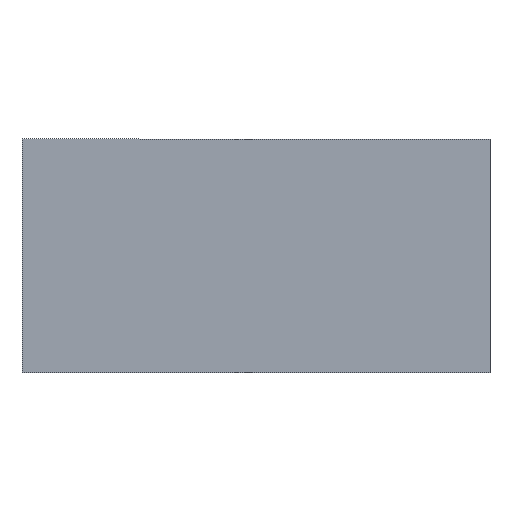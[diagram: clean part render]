
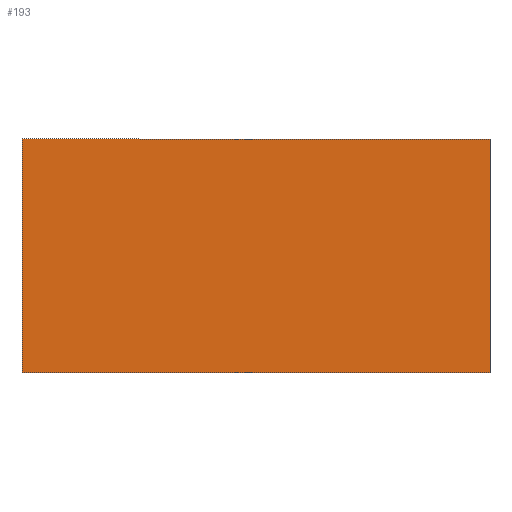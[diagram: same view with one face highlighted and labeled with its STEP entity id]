
A CAD part, front view. The second image highlights one B-rep face of the part: STEP entity #193.
In plain terms, the highlighted planar face has unit normal (0, -1, 0).
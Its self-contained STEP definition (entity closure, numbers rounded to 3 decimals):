
#8 = LINE ( 'NONE', #171, #161 ) ;
#12 = VERTEX_POINT ( 'NONE', #163 ) ;
#22 = DIRECTION ( 'NONE',  ( 0., 0., 1. ) ) ;
#26 = EDGE_CURVE ( 'NONE', #53, #12, #125, .T. ) ;
#34 = CARTESIAN_POINT ( 'NONE',  ( -38.281, 0., -51.793 ) ) ;
#40 = ORIENTED_EDGE ( 'NONE', *, *, #189, .F. ) ;
#42 = CARTESIAN_POINT ( 'NONE',  ( -38.281, 0., -51.793 ) ) ;
#45 = CARTESIAN_POINT ( 'NONE',  ( -38.281, 0., -13.793 ) ) ;
#46 = EDGE_CURVE ( 'NONE', #130, #53, #187, .T. ) ;
#48 = VECTOR ( 'NONE', #107, 1000. ) ;
#53 = VERTEX_POINT ( 'NONE', #151 ) ;
#64 = DIRECTION ( 'NONE',  ( 0., 0., 1. ) ) ;
#73 = FACE_OUTER_BOUND ( 'NONE', #84, .T. ) ;
#76 = VERTEX_POINT ( 'NONE', #123 ) ;
#84 = EDGE_LOOP ( 'NONE', ( #40, #132, #131, #195 ) ) ;
#88 = EDGE_CURVE ( 'NONE', #12, #76, #89, .T. ) ;
#89 = LINE ( 'NONE', #45, #113 ) ;
#92 = CARTESIAN_POINT ( 'NONE',  ( -114.281, 0., -13.793 ) ) ;
#96 = CARTESIAN_POINT ( 'NONE',  ( 0., 0., 0. ) ) ;
#97 = DIRECTION ( 'NONE',  ( 0., 0., -1. ) ) ;
#107 = DIRECTION ( 'NONE',  ( -1., 0., 0. ) ) ;
#109 = DIRECTION ( 'NONE',  ( 1., 0., 0. ) ) ;
#113 = VECTOR ( 'NONE', #109, 1000. ) ;
#123 = CARTESIAN_POINT ( 'NONE',  ( -38.281, 0., -13.793 ) ) ;
#125 = LINE ( 'NONE', #92, #191 ) ;
#130 = VERTEX_POINT ( 'NONE', #34 ) ;
#131 = ORIENTED_EDGE ( 'NONE', *, *, #26, .F. ) ;
#132 = ORIENTED_EDGE ( 'NONE', *, *, #88, .F. ) ;
#151 = CARTESIAN_POINT ( 'NONE',  ( -114.281, 0., -51.793 ) ) ;
#158 = DIRECTION ( 'NONE',  ( 0., 1., 0. ) ) ;
#161 = VECTOR ( 'NONE', #97, 1000. ) ;
#163 = CARTESIAN_POINT ( 'NONE',  ( -114.281, 0., -13.793 ) ) ;
#168 = AXIS2_PLACEMENT_3D ( 'NONE', #96, #158, #22 ) ;
#171 = CARTESIAN_POINT ( 'NONE',  ( -38.281, 0., -13.793 ) ) ;
#172 = PLANE ( 'NONE',  #168 ) ;
#187 = LINE ( 'NONE', #42, #48 ) ;
#189 = EDGE_CURVE ( 'NONE', #76, #130, #8, .T. ) ;
#191 = VECTOR ( 'NONE', #64, 1000. ) ;
#193 = ADVANCED_FACE ( 'NONE', ( #73 ), #172, .F. ) ;
#195 = ORIENTED_EDGE ( 'NONE', *, *, #46, .F. ) ;
